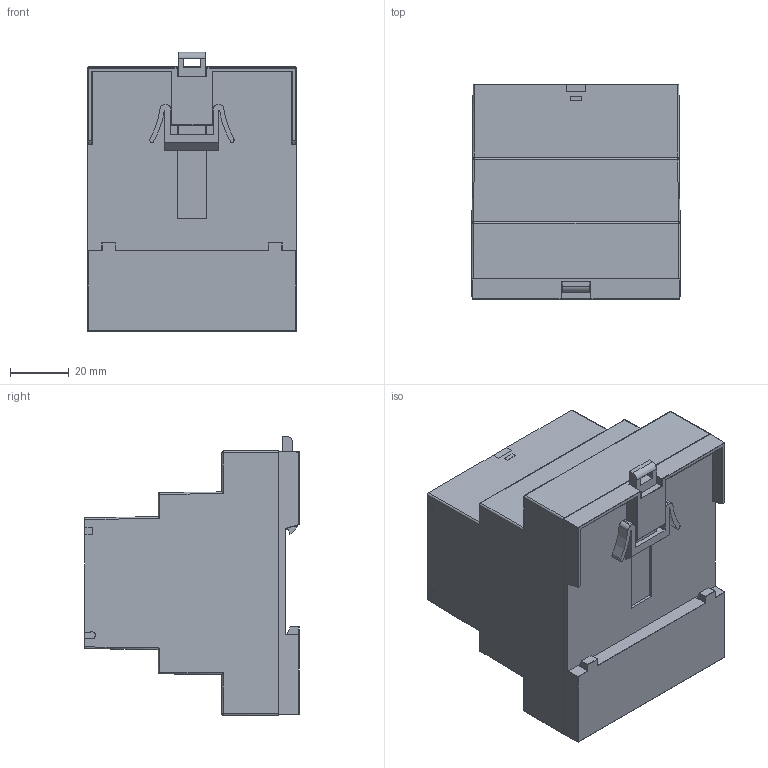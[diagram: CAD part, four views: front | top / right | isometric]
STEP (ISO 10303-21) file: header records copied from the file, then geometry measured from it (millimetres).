
FILE_DESCRIPTION(('CATIA V5 STEP Exchange','CAx-IF Rec.Pracs.--- Model Styling and Organization---1.2---2011-12-15'),'2;1');
FILE_NAME('1SDH002308A1001.stp','2023-05-19T10:28:27+00:00',('none'),('none'),'CATIA Version 5-6 Release 2014 SP7','CATIA V5 STEP AP214','none');
FILE_SCHEMA(('AUTOMOTIVE_DESIGN { 1 0 10303 214 1 1 1 1 }'));
Length unit declared in the file: millimetre
Products named in the file (1): 1SDH002308A1001
Bounding box: 71.2 x 73 x 95.09 mm (x, y, z)
Volume: 136551.3 mm3; surface area: 57565.2 mm2
Topology: 1 solids, 4 shells, 319 faces, 859 edges, 549 vertices
Faces by surface type: plane 169, cylinder 94, sphere 32, cone 16, bspline 8
Entity records: 10626 total; most frequent: CARTESIAN_POINT 2994, ORIENTED_EDGE 1718, DIRECTION 1320, EDGE_CURVE 859, VECTOR 595, LINE 595, VERTEX_POINT 549, AXIS2_PLACEMENT_3D 425
